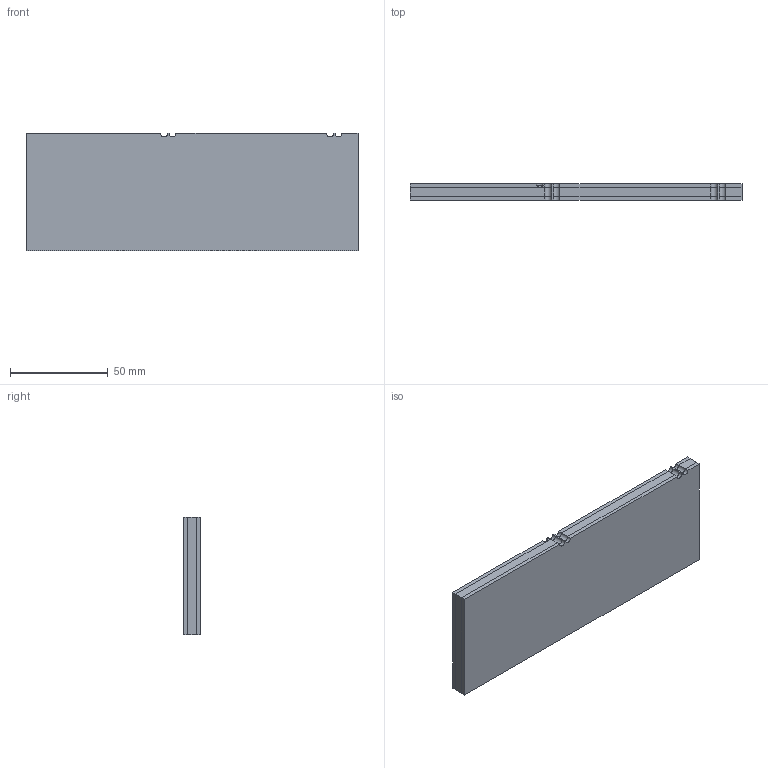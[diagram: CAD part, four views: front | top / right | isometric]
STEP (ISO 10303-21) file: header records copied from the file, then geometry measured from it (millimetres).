
FILE_DESCRIPTION (( 'STEP AP203' ), '1' );
FILE_NAME ('saw2.STEP', '2024-11-26T09:54:36', ( '' ), ( '' ), 'SwSTEP 2.0', 'SolidWorks 2020', '' );
FILE_SCHEMA (( 'CONFIG_CONTROL_DESIGN' ));
Length unit declared in the file: millimetre
Products named in the file (1): saw2
Bounding box: 170 x 8.6 x 60 mm (x, y, z)
Volume: 87548 mm3; surface area: 65110.2 mm2
Topology: 3 solids, 3 shells, 46 faces, 122 edges, 81 vertices
Faces by surface type: plane 31, cylinder 13, cone 2
Entity records: 1494 total; most frequent: CARTESIAN_POINT 249, DIRECTION 243, ORIENTED_EDGE 242, EDGE_CURVE 121, VECTOR 93, LINE 93, VERTEX_POINT 81, AXIS2_PLACEMENT_3D 75
